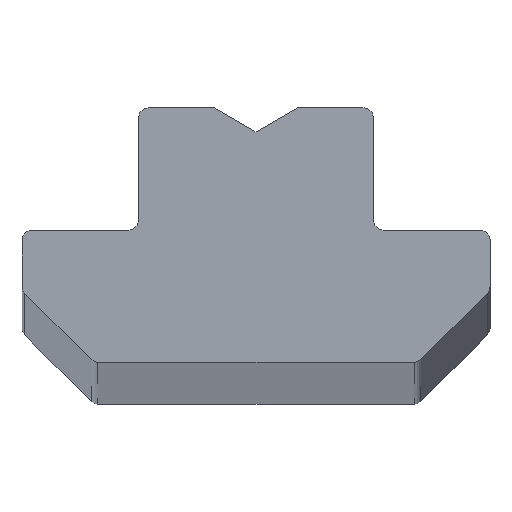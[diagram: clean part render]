
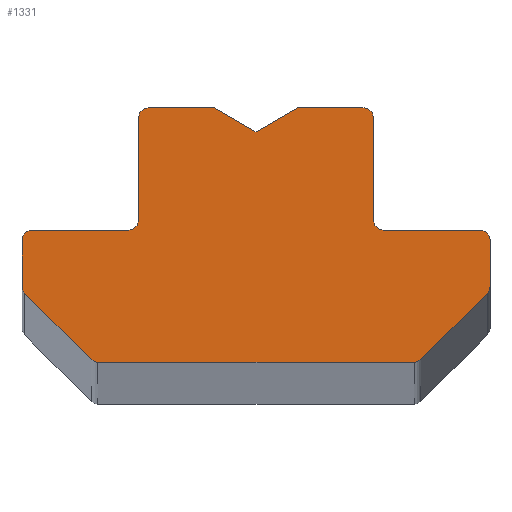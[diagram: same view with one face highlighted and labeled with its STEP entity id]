
A CAD part, top view. The second image highlights one B-rep face of the part: STEP entity #1331.
In plain terms, the highlighted planar face has unit normal (0, 0, 1).
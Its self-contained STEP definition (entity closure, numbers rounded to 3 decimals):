
#662=CARTESIAN_POINT('',(-9.35,-7.434,1000.));
#663=DIRECTION('',(0.,0.,1.));
#664=DIRECTION('',(-1.,0.,0.));
#665=AXIS2_PLACEMENT_3D('',#662,#663,#664);
#670=DIRECTION('',(0.,-1.,0.));
#671=VECTOR('',#670,1.934);
#672=CARTESIAN_POINT('',(-9.75,-5.5,1000.));
#673=LINE('',#672,#671);
#677=CARTESIAN_POINT('',(-9.35,-5.5,1000.));
#678=DIRECTION('',(0.,0.,1.));
#679=DIRECTION('',(0.,1.,0.));
#680=AXIS2_PLACEMENT_3D('',#677,#678,#679);
#685=DIRECTION('',(-1.,0.,0.));
#686=VECTOR('',#685,4.05);
#687=CARTESIAN_POINT('',(-5.3,-5.1,1000.));
#688=LINE('',#687,#686);
#692=CARTESIAN_POINT('',(-5.3,-4.7,1000.));
#693=DIRECTION('',(0.,0.,-1.));
#694=DIRECTION('',(1.,0.,0.));
#695=AXIS2_PLACEMENT_3D('',#692,#693,#694);
#700=DIRECTION('',(0.,-1.,0.));
#701=VECTOR('',#700,4.3);
#702=CARTESIAN_POINT('',(-4.9,-0.4,1000.));
#703=LINE('',#702,#701);
#707=CARTESIAN_POINT('',(-4.5,-0.4,1000.));
#708=DIRECTION('',(0.,0.,1.));
#709=DIRECTION('',(0.,1.,0.));
#710=AXIS2_PLACEMENT_3D('',#707,#708,#709);
#715=DIRECTION('',(-1.,0.,0.));
#716=VECTOR('',#715,2.768);
#717=CARTESIAN_POINT('',(-1.732,0.,1000.));
#718=LINE('',#717,#716);
#722=DIRECTION('',(-0.866,0.5,0.));
#723=VECTOR('',#722,2.);
#724=CARTESIAN_POINT('',(0.,-1.,1000.));
#725=LINE('',#724,#723);
#729=DIRECTION('',(-0.866,-0.5,0.));
#730=VECTOR('',#729,2.);
#731=CARTESIAN_POINT('',(1.732,0.,1000.));
#732=LINE('',#731,#730);
#736=DIRECTION('',(-1.,0.,0.));
#737=VECTOR('',#736,2.768);
#738=CARTESIAN_POINT('',(4.5,0.,1000.));
#739=LINE('',#738,#737);
#743=CARTESIAN_POINT('',(4.5,-0.4,1000.));
#744=DIRECTION('',(0.,0.,1.));
#745=DIRECTION('',(1.,0.,0.));
#746=AXIS2_PLACEMENT_3D('',#743,#744,#745);
#751=DIRECTION('',(0.,1.,0.));
#752=VECTOR('',#751,4.3);
#753=CARTESIAN_POINT('',(4.9,-4.7,1000.));
#754=LINE('',#753,#752);
#758=CARTESIAN_POINT('',(5.3,-4.7,1000.));
#759=DIRECTION('',(0.,0.,-1.));
#760=DIRECTION('',(0.,-1.,0.));
#761=AXIS2_PLACEMENT_3D('',#758,#759,#760);
#766=DIRECTION('',(-1.,0.,0.));
#767=VECTOR('',#766,4.05);
#768=CARTESIAN_POINT('',(9.35,-5.1,1000.));
#769=LINE('',#768,#767);
#773=CARTESIAN_POINT('',(9.35,-5.5,1000.));
#774=DIRECTION('',(0.,0.,1.));
#775=DIRECTION('',(1.,0.,0.));
#776=AXIS2_PLACEMENT_3D('',#773,#774,#775);
#781=DIRECTION('',(0.,1.,0.));
#782=VECTOR('',#781,1.934);
#783=CARTESIAN_POINT('',(9.75,-7.434,1000.));
#784=LINE('',#783,#782);
#788=CARTESIAN_POINT('',(9.35,-7.434,1000.));
#789=DIRECTION('',(0.,0.,1.));
#790=DIRECTION('',(0.707,-0.707,0.));
#791=AXIS2_PLACEMENT_3D('',#788,#789,#790);
#796=DIRECTION('',(0.707,0.707,0.));
#797=VECTOR('',#796,3.911);
#798=CARTESIAN_POINT('',(6.867,-10.483,1000.));
#799=LINE('',#798,#797);
#803=CARTESIAN_POINT('',(6.584,-10.2,1000.));
#804=DIRECTION('',(0.,0.,1.));
#805=DIRECTION('',(0.,-1.,0.));
#806=AXIS2_PLACEMENT_3D('',#803,#804,#805);
#811=DIRECTION('',(1.,0.,0.));
#812=VECTOR('',#811,13.169);
#813=CARTESIAN_POINT('',(-6.584,-10.6,1000.));
#814=LINE('',#813,#812);
#818=CARTESIAN_POINT('',(-6.584,-10.2,1000.));
#819=DIRECTION('',(0.,0.,1.));
#820=DIRECTION('',(-0.707,-0.707,0.));
#821=AXIS2_PLACEMENT_3D('',#818,#819,#820);
#826=DIRECTION('',(0.707,-0.707,0.));
#827=VECTOR('',#826,3.911);
#828=CARTESIAN_POINT('',(-9.633,-7.717,1000.));
#829=LINE('',#828,#827);
#879=CARTESIAN_POINT('',(-9.75,-7.434,1000.));
#880=CARTESIAN_POINT('',(-9.633,-7.717,1000.));
#881=VERTEX_POINT('',#879);
#882=VERTEX_POINT('',#880);
#883=CARTESIAN_POINT('',(-6.867,-10.483,1000.));
#884=VERTEX_POINT('',#883);
#885=CARTESIAN_POINT('',(-6.584,-10.6,1000.));
#886=VERTEX_POINT('',#885);
#887=CARTESIAN_POINT('',(6.584,-10.6,1000.));
#888=VERTEX_POINT('',#887);
#889=CARTESIAN_POINT('',(6.867,-10.483,1000.));
#890=VERTEX_POINT('',#889);
#891=CARTESIAN_POINT('',(9.633,-7.717,1000.));
#892=VERTEX_POINT('',#891);
#893=CARTESIAN_POINT('',(9.75,-7.434,1000.));
#894=VERTEX_POINT('',#893);
#895=CARTESIAN_POINT('',(9.75,-5.5,1000.));
#896=VERTEX_POINT('',#895);
#897=CARTESIAN_POINT('',(9.35,-5.1,1000.));
#898=VERTEX_POINT('',#897);
#899=CARTESIAN_POINT('',(5.3,-5.1,1000.));
#900=VERTEX_POINT('',#899);
#901=CARTESIAN_POINT('',(4.9,-4.7,1000.));
#902=VERTEX_POINT('',#901);
#903=CARTESIAN_POINT('',(4.9,-0.4,1000.));
#904=VERTEX_POINT('',#903);
#905=CARTESIAN_POINT('',(4.5,0.,1000.));
#906=VERTEX_POINT('',#905);
#907=CARTESIAN_POINT('',(1.732,0.,1000.));
#908=VERTEX_POINT('',#907);
#909=CARTESIAN_POINT('',(0.,-1.,1000.));
#910=VERTEX_POINT('',#909);
#911=CARTESIAN_POINT('',(-1.732,0.,1000.));
#912=VERTEX_POINT('',#911);
#913=CARTESIAN_POINT('',(-4.5,0.,1000.));
#914=VERTEX_POINT('',#913);
#915=CARTESIAN_POINT('',(-4.9,-0.4,1000.));
#916=VERTEX_POINT('',#915);
#917=CARTESIAN_POINT('',(-4.9,-4.7,1000.));
#918=VERTEX_POINT('',#917);
#919=CARTESIAN_POINT('',(-5.3,-5.1,1000.));
#920=VERTEX_POINT('',#919);
#921=CARTESIAN_POINT('',(-9.35,-5.1,1000.));
#922=VERTEX_POINT('',#921);
#923=CARTESIAN_POINT('',(-9.75,-5.5,1000.));
#924=VERTEX_POINT('',#923);
#1301=CARTESIAN_POINT('',(0.,0.,1000.));
#1302=DIRECTION('',(0.,0.,1.));
#1303=DIRECTION('',(1.,0.,0.));
#1304=AXIS2_PLACEMENT_3D('',#1301,#1302,#1303);
#1305=PLANE('',#1304);
#1306=ORIENTED_EDGE('',*,*,#987,.F.);
#1307=ORIENTED_EDGE('',*,*,#1002,.F.);
#1308=ORIENTED_EDGE('',*,*,#1016,.F.);
#1309=ORIENTED_EDGE('',*,*,#1030,.F.);
#1310=ORIENTED_EDGE('',*,*,#1044,.F.);
#1311=ORIENTED_EDGE('',*,*,#1058,.F.);
#1312=ORIENTED_EDGE('',*,*,#1072,.F.);
#1313=ORIENTED_EDGE('',*,*,#1086,.F.);
#1314=ORIENTED_EDGE('',*,*,#1100,.F.);
#1315=ORIENTED_EDGE('',*,*,#1114,.F.);
#1316=ORIENTED_EDGE('',*,*,#1128,.F.);
#1317=ORIENTED_EDGE('',*,*,#1142,.F.);
#1318=ORIENTED_EDGE('',*,*,#1156,.F.);
#1319=ORIENTED_EDGE('',*,*,#1170,.F.);
#1320=ORIENTED_EDGE('',*,*,#1184,.F.);
#1321=ORIENTED_EDGE('',*,*,#1198,.F.);
#1322=ORIENTED_EDGE('',*,*,#1212,.F.);
#1323=ORIENTED_EDGE('',*,*,#1226,.F.);
#1324=ORIENTED_EDGE('',*,*,#1240,.F.);
#1325=ORIENTED_EDGE('',*,*,#1254,.F.);
#1326=ORIENTED_EDGE('',*,*,#1268,.F.);
#1327=ORIENTED_EDGE('',*,*,#1282,.F.);
#1328=ORIENTED_EDGE('',*,*,#1295,.F.);
#1329=EDGE_LOOP('',(#1306,#1307,#1308,#1309,#1310,#1311,#1312,#1313,#1314,#1315,
#1316,#1317,#1318,#1319,#1320,#1321,#1322,#1323,#1324,#1325,#1326,#1327,#1328));
#1330=FACE_OUTER_BOUND('',#1329,.F.);
#666=CIRCLE('',#665,0.4);
#681=CIRCLE('',#680,0.4);
#696=CIRCLE('',#695,0.4);
#711=CIRCLE('',#710,0.4);
#747=CIRCLE('',#746,0.4);
#762=CIRCLE('',#761,0.4);
#777=CIRCLE('',#776,0.4);
#792=CIRCLE('',#791,0.4);
#807=CIRCLE('',#806,0.4);
#822=CIRCLE('',#821,0.4);
#987=EDGE_CURVE('',#881,#882,#666,.T.);
#1002=EDGE_CURVE('',#924,#881,#673,.T.);
#1016=EDGE_CURVE('',#922,#924,#681,.T.);
#1030=EDGE_CURVE('',#920,#922,#688,.T.);
#1044=EDGE_CURVE('',#918,#920,#696,.T.);
#1058=EDGE_CURVE('',#916,#918,#703,.T.);
#1072=EDGE_CURVE('',#914,#916,#711,.T.);
#1086=EDGE_CURVE('',#912,#914,#718,.T.);
#1100=EDGE_CURVE('',#910,#912,#725,.T.);
#1114=EDGE_CURVE('',#908,#910,#732,.T.);
#1128=EDGE_CURVE('',#906,#908,#739,.T.);
#1142=EDGE_CURVE('',#904,#906,#747,.T.);
#1156=EDGE_CURVE('',#902,#904,#754,.T.);
#1170=EDGE_CURVE('',#900,#902,#762,.T.);
#1184=EDGE_CURVE('',#898,#900,#769,.T.);
#1198=EDGE_CURVE('',#896,#898,#777,.T.);
#1212=EDGE_CURVE('',#894,#896,#784,.T.);
#1226=EDGE_CURVE('',#892,#894,#792,.T.);
#1240=EDGE_CURVE('',#890,#892,#799,.T.);
#1254=EDGE_CURVE('',#888,#890,#807,.T.);
#1268=EDGE_CURVE('',#886,#888,#814,.T.);
#1282=EDGE_CURVE('',#884,#886,#822,.T.);
#1295=EDGE_CURVE('',#882,#884,#829,.T.);
#1331=ADVANCED_FACE('',(#1330),#1305,.T.);
